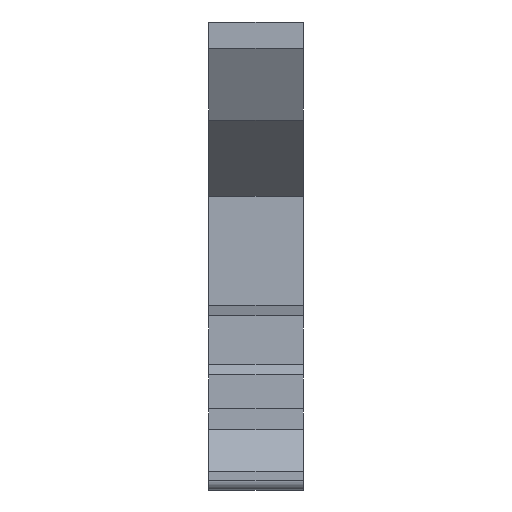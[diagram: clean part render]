
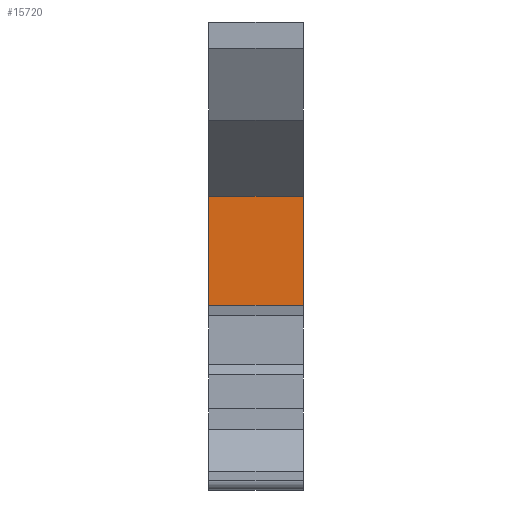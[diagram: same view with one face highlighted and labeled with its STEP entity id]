
A CAD part, front view. The second image highlights one B-rep face of the part: STEP entity #15720.
In plain terms, the highlighted face is planar.
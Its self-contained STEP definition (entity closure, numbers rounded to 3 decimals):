
#5390=CARTESIAN_POINT('',(34.903,6.609,1.025));
#5400=VERTEX_POINT('',#5390);
#5430=CARTESIAN_POINT('',(34.903,6.609,0.));
#5440=DIRECTION('',(0.,0.,-1.));
#5450=VECTOR('',#5440,1.);
#5460=LINE('',#5430,#5450);
#5470=CARTESIAN_POINT('',(34.903,6.609,-3.975));
#5480=VERTEX_POINT('',#5470);
#5490=EDGE_CURVE('',#5400,#5480,#5460,.T.);
#13590=CARTESIAN_POINT('',(34.903,0.837,1.025));
#13600=VERTEX_POINT('',#13590);
#13630=CARTESIAN_POINT('',(34.903,0.,1.025));
#13640=DIRECTION('',(0.,1.,0.));
#13650=VECTOR('',#13640,1.);
#13660=LINE('',#13630,#13650);
#13670=EDGE_CURVE('',#13600,#5400,#13660,.T.);
#14290=CARTESIAN_POINT('',(34.903,0.837,-3.975));
#14300=VERTEX_POINT('',#14290);
#14330=CARTESIAN_POINT('',(34.903,0.837,0.));
#14340=DIRECTION('',(0.,0.,1.));
#14350=VECTOR('',#14340,1.);
#14360=LINE('',#14330,#14350);
#14370=EDGE_CURVE('',#14300,#13600,#14360,.T.);
#15560=CARTESIAN_POINT('',(34.903,6.031,0.));
#15570=DIRECTION('',(-1.,0.,0.));
#15580=DIRECTION('',(0.,1.,0.));
#15590=AXIS2_PLACEMENT_3D('',#15560,#15570,#15580);
#15600=PLANE('',#15590);
#15610=ORIENTED_EDGE('',*,*,#5490,.T.);
#15620=ORIENTED_EDGE('',*,*,#13670,.T.);
#15630=ORIENTED_EDGE('',*,*,#14370,.T.);
#15640=CARTESIAN_POINT('',(34.903,0.,-3.975));
#15650=DIRECTION('',(0.,-1.,0.));
#15660=VECTOR('',#15650,1.);
#15670=LINE('',#15640,#15660);
#15680=EDGE_CURVE('',#5480,#14300,#15670,.T.);
#15690=ORIENTED_EDGE('',*,*,#15680,.T.);
#15700=EDGE_LOOP('',(#15690,#15630,#15620,#15610));
#15710=FACE_OUTER_BOUND('',#15700,.T.);
#15720=ADVANCED_FACE('',(#15710),#15600,.T.);
